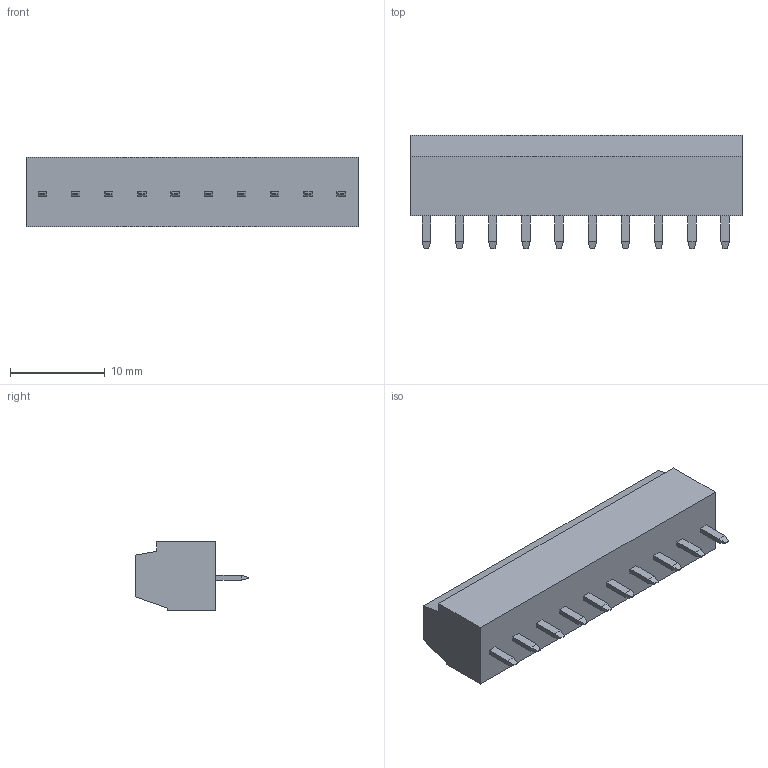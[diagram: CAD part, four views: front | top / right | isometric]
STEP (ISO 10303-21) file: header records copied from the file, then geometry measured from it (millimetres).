
FILE_DESCRIPTION((''),'2;1');
FILE_NAME('393570010','2015-01-07T',('me'),(''),'PRO/ENGINEER BY PARAMETRIC TECHNOLOGY CORPORATION, 2011490','PRO/ENGINEER BY PARAMETRIC TECHNOLOGY CORPORATION, 2011490','');
FILE_SCHEMA(('CONFIG_CONTROL_DESIGN'));
Length unit declared in the file: inch
Products named in the file (1): 393570010
Bounding box: 35.05 x 12.01 x 7.29 mm (x, y, z)
Volume: 1748.9 mm3; surface area: 1716 mm2
Topology: 1 solids, 1 shells, 280 faces, 674 edges, 436 vertices
Faces by surface type: plane 240, cone 20, cylinder 20
Entity records: 7957 total; most frequent: DIRECTION 1356, CARTESIAN_POINT 1351, ORIENTED_EDGE 1288, EDGE_CURVE 644, VECTOR 554, LINE 554, AXIS2_PLACEMENT_3D 401, VERTEX_POINT 396
